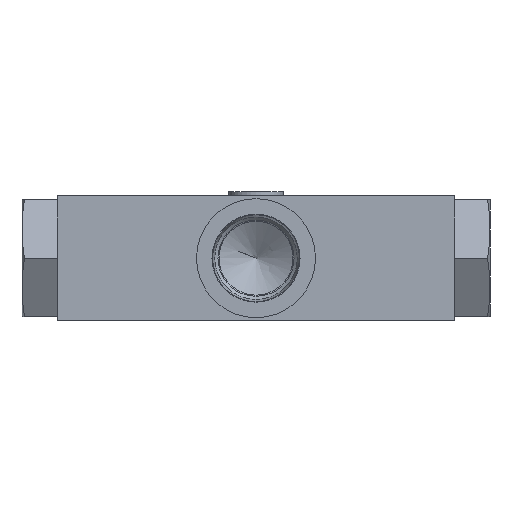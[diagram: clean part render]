
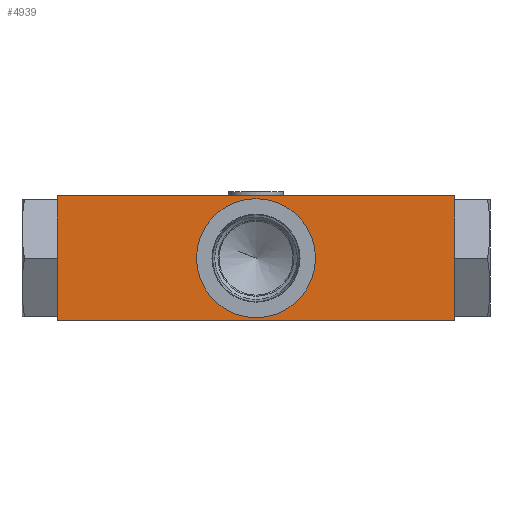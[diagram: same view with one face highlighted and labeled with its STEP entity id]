
A CAD part, front view. The second image highlights one B-rep face of the part: STEP entity #4939.
In plain terms, the highlighted planar face has unit normal (0, -1, 0).
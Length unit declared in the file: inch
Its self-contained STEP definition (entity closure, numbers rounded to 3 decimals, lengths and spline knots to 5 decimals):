
#2743=CARTESIAN_POINT('',(0.0,0.0,1.0));
#2744=VERTEX_POINT('',#2743);
#2751=CARTESIAN_POINT('',(6.375,0.0,1.0));
#2752=VERTEX_POINT('',#2751);
#2753=CARTESIAN_POINT('',(6.375,0.0,1.0));
#2754=DIRECTION('',(-1.0,0.0,0.0));
#2755=VECTOR('',#2754,6.375);
#2756=LINE('',#2753,#2755);
#2757=EDGE_CURVE('',#2752,#2744,#2756,.T.);
#3614=CARTESIAN_POINT('',(0.0,0.0,-1.0));
#3615=VERTEX_POINT('',#3614);
#3622=CARTESIAN_POINT('',(0.0,0.0,1.0));
#3623=DIRECTION('',(0.0,0.0,-1.0));
#3624=VECTOR('',#3623,2.0);
#3625=LINE('',#3622,#3624);
#3626=EDGE_CURVE('',#2744,#3615,#3625,.T.);
#3988=CARTESIAN_POINT('',(6.375,0.0,-1.0));
#3989=VERTEX_POINT('',#3988);
#3990=CARTESIAN_POINT('',(6.375,0.0,-1.0));
#3991=DIRECTION('',(0.0,0.0,1.0));
#3992=VECTOR('',#3991,2.0);
#3993=LINE('',#3990,#3992);
#3994=EDGE_CURVE('',#3989,#2752,#3993,.T.);
#4054=CARTESIAN_POINT('',(0.0,0.0,-1.0));
#4055=DIRECTION('',(1.0,0.0,0.0));
#4056=VECTOR('',#4055,6.375);
#4057=LINE('',#4054,#4056);
#4058=EDGE_CURVE('',#3615,#3989,#4057,.T.);
#4270=CARTESIAN_POINT('',(4.1425,0.0,0.));
#4271=VERTEX_POINT('',#4270);
#4272=CARTESIAN_POINT('',(3.1875,0.0,0.0));
#4273=DIRECTION('',(0.0,1.0,0.0));
#4274=DIRECTION('',(-1.0,0.0,0.0));
#4275=AXIS2_PLACEMENT_3D('',#4272,#4273,#4274);
#4276=CIRCLE('',#4275,0.955);
#4277=EDGE_CURVE('',#4271,#4271,#4276,.T.);
#4925=CARTESIAN_POINT('',(6.375,0.0,0.0));
#4926=DIRECTION('',(0.0,-1.0,0.0));
#4927=DIRECTION('',(0.0,0.0,-1.0));
#4928=AXIS2_PLACEMENT_3D('',#4925,#4926,#4927);
#4929=PLANE('',#4928);
#4930=ORIENTED_EDGE('',*,*,#2757,.T.);
#4931=ORIENTED_EDGE('',*,*,#3626,.T.);
#4932=ORIENTED_EDGE('',*,*,#4058,.T.);
#4933=ORIENTED_EDGE('',*,*,#3994,.T.);
#4934=EDGE_LOOP('',(#4930,#4931,#4932,#4933));
#4935=FACE_OUTER_BOUND('',#4934,.T.);
#4936=ORIENTED_EDGE('',*,*,#4277,.T.);
#4937=EDGE_LOOP('',(#4936));
#4938=FACE_BOUND('',#4937,.T.);
#4939=ADVANCED_FACE('',(#4935,#4938),#4929,.T.);
